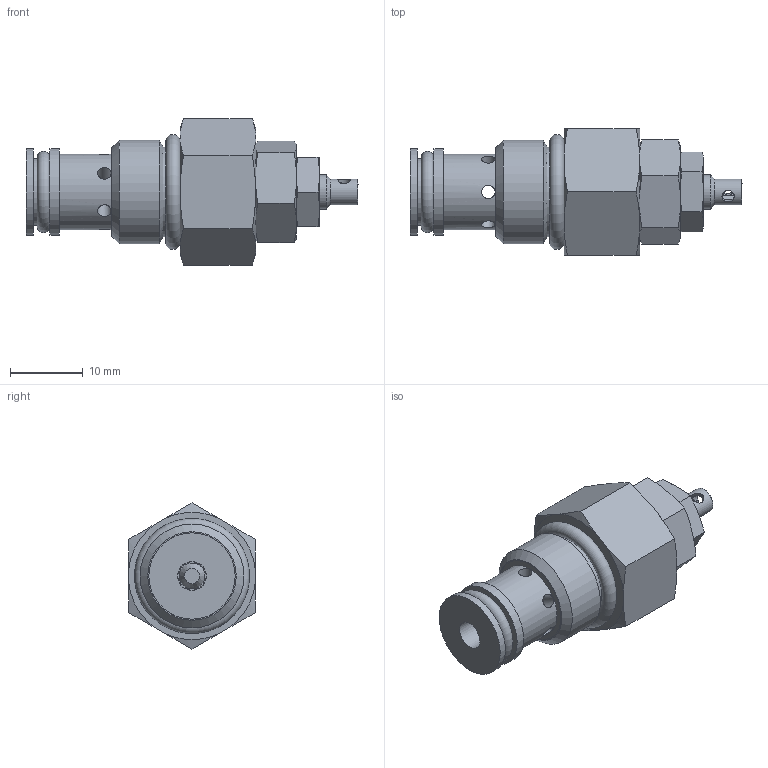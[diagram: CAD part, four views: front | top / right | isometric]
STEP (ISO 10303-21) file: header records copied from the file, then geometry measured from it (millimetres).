
FILE_DESCRIPTION((''),'2;1');
FILE_NAME('2606.stp','2014-01-20T15:58:10',('jml'),(''),'Autodesk Inventor 2010','Autodesk Inventor 2010','');
FILE_SCHEMA(('AUTOMOTIVE_DESIGN { 1 0 10303 214 1 1 1 1 }'));
Length unit declared in the file: inch
Products named in the file (9): 2606 (LevelofDetail1); 221671; 221539; 221540; 903 O-RING; 906 O-RING; 004 O-RING; 011 O-RING; 990323
Assembly tree (8 placements, depth 2):
  2606 (LevelofDetail1)
    221671
    221539
    221540
    903 O-RING
    906 O-RING
    004 O-RING
    011 O-RING
    990323
Bounding box: 45.71 x 17.45 x 20.15 mm (x, y, z)
Volume: 5947.5 mm3; surface area: 4958.6 mm2
Topology: 8 solids, 8 shells, 161 faces, 431 edges, 316 vertices
Faces by surface type: plane 66, cone 50, cylinder 25, bspline 14, torus 6
Full cylindrical faces by diameter (mm): 1.702 x2, 1.854 x6, 2.667 x1, 3.302 x1, 3.531 x1, 3.556 x1, 4.293 x1, 4.699 x1, 5.105 x2, 8.001 x1, 9.093 x1, 9.525 x1, 10.414 x1, 11.887 x3, 12.294 x1, 14.275 x1
Entity records: 5629 total; most frequent: CARTESIAN_POINT 1726, DIRECTION 721, ORIENTED_EDGE 672, EDGE_CURVE 336, AXIS2_PLACEMENT_3D 300, VERTEX_POINT 248, EDGE_LOOP 248, FACE_OUTER_BOUND 161
